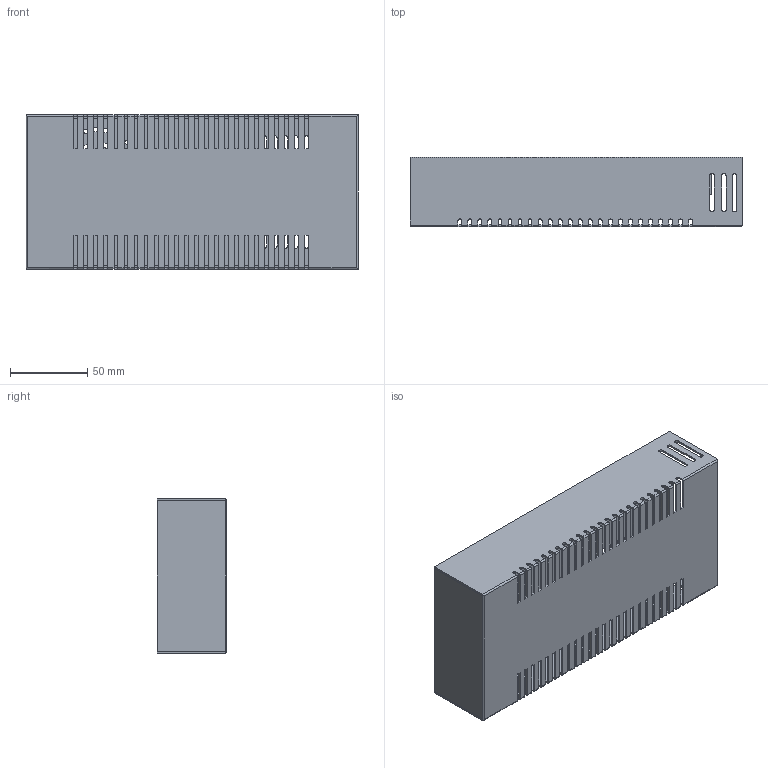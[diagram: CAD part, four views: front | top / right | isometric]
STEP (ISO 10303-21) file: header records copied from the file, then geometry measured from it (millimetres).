
FILE_DESCRIPTION((''),'2;1');
FILE_NAME('P_S_24V_10A_ASM','2017-10-04T',('Aleksandar'),(''),'CREO PARAMETRIC BY PTC INC, 2014190','CREO PARAMETRIC BY PTC INC, 2014190','');
FILE_SCHEMA(('CONFIG_CONTROL_DESIGN'));
Length unit declared in the file: millimetre
Products named in the file (3): P_S_24V_KUCISTE; P_S_24V_POKLOPAC; P_S_24V_10A_ASM
Assembly tree (2 placements, depth 2):
  P_S_24V_10A_ASM
    P_S_24V_KUCISTE
    P_S_24V_POKLOPAC
Bounding box: 215 x 45 x 100 mm (x, y, z)
Volume: 80709.4 mm3; surface area: 152691.6 mm2
Topology: 2 solids, 2 shells, 410 faces, 1498 edges, 996 vertices
Faces by surface type: plane 210, cylinder 200
Entity records: 16410 total; most frequent: ORIENTED_EDGE 2996, CARTESIAN_POINT 2965, DIRECTION 2704, EDGE_CURVE 1498, VECTOR 1106, LINE 1106, VERTEX_POINT 996, AXIS2_PLACEMENT_3D 799
